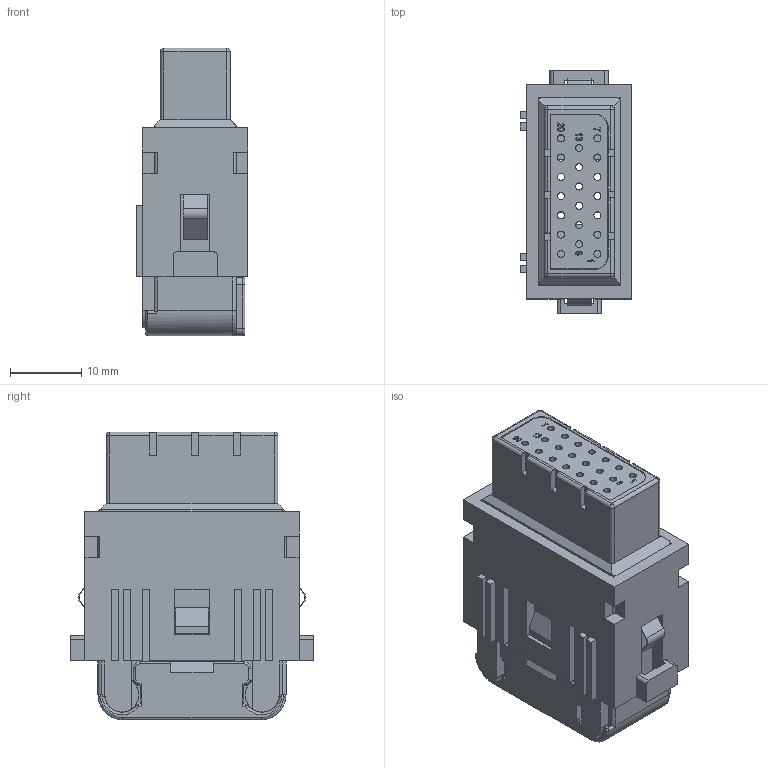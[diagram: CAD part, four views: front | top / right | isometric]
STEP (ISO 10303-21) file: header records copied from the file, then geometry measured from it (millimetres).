
FILE_DESCRIPTION(('Creo Elements/Direct Modeling STEP Export'),'2;1');
FILE_NAME('0ln7uvk5aaktfes5404','2021-04-21T 9:53:59',(''),(''),'Creo Elements/Direct Modeling STEP processor for AP214 (Solid Model)','Creo Elements/Direct Modeling 20.1B 02-Apr-2019 (C) Parametric Technology GmbH','');
FILE_SCHEMA(('AUTOMOTIVE_DESIGN { 1 0 10303 214 1 1 1 1 }'));
Length unit declared in the file: millimetre
Products named in the file (2): CX_20S_IGF
Assembly tree (1 placements, depth 2):
  CX_20S_IGF
    CX_20S_IGF
Bounding box: 15.6 x 34 x 40.3 mm (x, y, z)
Volume: 10453.6 mm3; surface area: 9196 mm2
Topology: 1 solids, 3 shells, 426 faces, 1483 edges, 1051 vertices
Faces by surface type: plane 268, cylinder 116, cone 16, torus 14, sphere 12
Entity records: 18444 total; most frequent: CARTESIAN_POINT 4059, ORIENTED_EDGE 2942, DIRECTION 2309, EDGE_CURVE 1471, VECTOR 1091, LINE 1091, VERTEX_POINT 1051, AXIS2_PLACEMENT_3D 609
